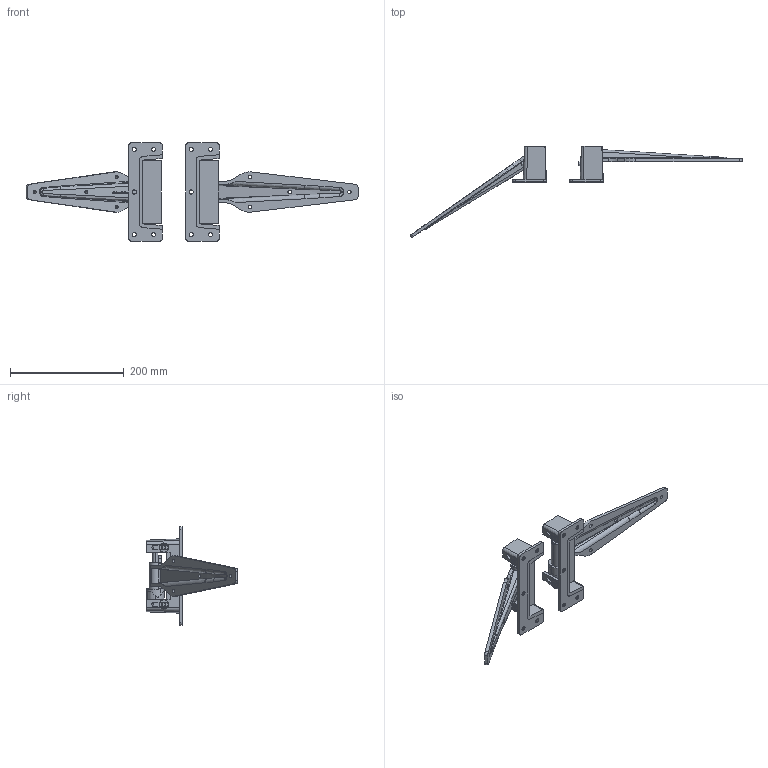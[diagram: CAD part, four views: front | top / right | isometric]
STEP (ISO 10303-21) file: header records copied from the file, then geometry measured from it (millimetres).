
FILE_DESCRIPTION (( 'STEP AP214' ), '1' );
FILE_NAME ('02080-Cooler Hinge Cam Rise Right Hand White 283mm.STEP', '2018-07-24T21:37:35', ( '' ), ( '' ), 'SwSTEP 2.0', 'SolidWorks 2018', '' );
FILE_SCHEMA (( 'AUTOMOTIVE_DESIGN' ));
Length unit declared in the file: millimetre
Products named in the file (26): 02080-Cooler Hinge Cam Rise Right Hand White 283mm; 2080 Bolt; 2080 Hinge Base; 2080 Washer; 2080 Hinge Bracket; 2080 Hinge; 2080 Riser Pin End; 2080 Riser Boss End
Assembly tree (18 placements, depth 2):
  02080-Cooler Hinge Cam Rise Right Hand White 283mm
    2080 Hinge Bracket  x2
    2080 Hinge Base  x2
    2080 Hinge  x2
    2080 Bolt  x4
    2080 Riser Boss End  x2
    2080 Riser Pin End  x2
    2080 Washer  x4
  2080 Hinge Base
  2080 Hinge Bracket
  2080 Bolt
  2080 Riser Pin End
Bounding box: 583.44 x 161.06 x 173 mm (x, y, z)
Volume: 457337.6 mm3; surface area: 201975.5 mm2
Topology: 22 solids, 22 shells, 922 faces, 2434 edges, 1586 vertices
Faces by surface type: plane 480, bspline 256, cylinder 154, cone 32
Entity records: 27927 total; most frequent: CARTESIAN_POINT 17122, ORIENTED_EDGE 2346, DIRECTION 1670, EDGE_CURVE 1173, VERTEX_POINT 767, LINE 702, VECTOR 702, EDGE_LOOP 500
